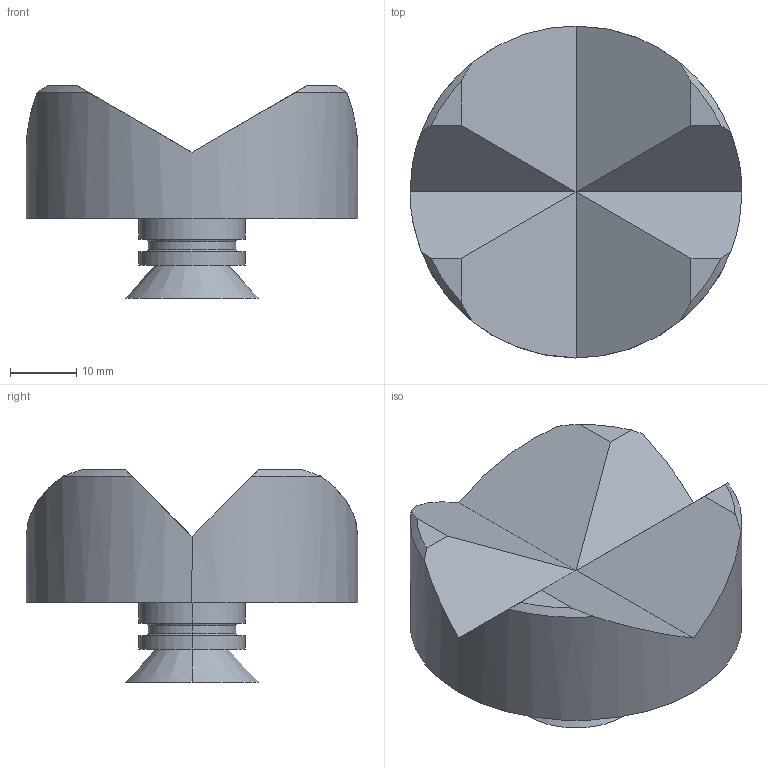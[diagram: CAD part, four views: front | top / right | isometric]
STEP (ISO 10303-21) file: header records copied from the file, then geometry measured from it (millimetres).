
FILE_DESCRIPTION(('STEP AP214'),'1');
FILE_NAME('160645.STP','2011-09-08T07:53:06',(' '),(' '),'Spatial InterOp 3D',' ',' ');
FILE_SCHEMA(('automotive_design'));
Length unit declared in the file: millimetre
Products named in the file (2): Zylinder; Kegelstumpf
Bounding box: 50 x 50 x 32 mm (x, y, z)
Volume: 30150.5 mm3; surface area: 8834.7 mm2
Topology: 2 solids, 2 shells, 51 faces, 110 edges, 67 vertices
Faces by surface type: plane 25, cylinder 12, cone 10, torus 4
Entity records: 1841 total; most frequent: DIRECTION 266, CARTESIAN_POINT 238, ORIENTED_EDGE 220, EDGE_CURVE 110, AXIS2_PLACEMENT_3D 107, VERTEX_POINT 67, EDGE_LOOP 55, STYLED_ITEM 53
